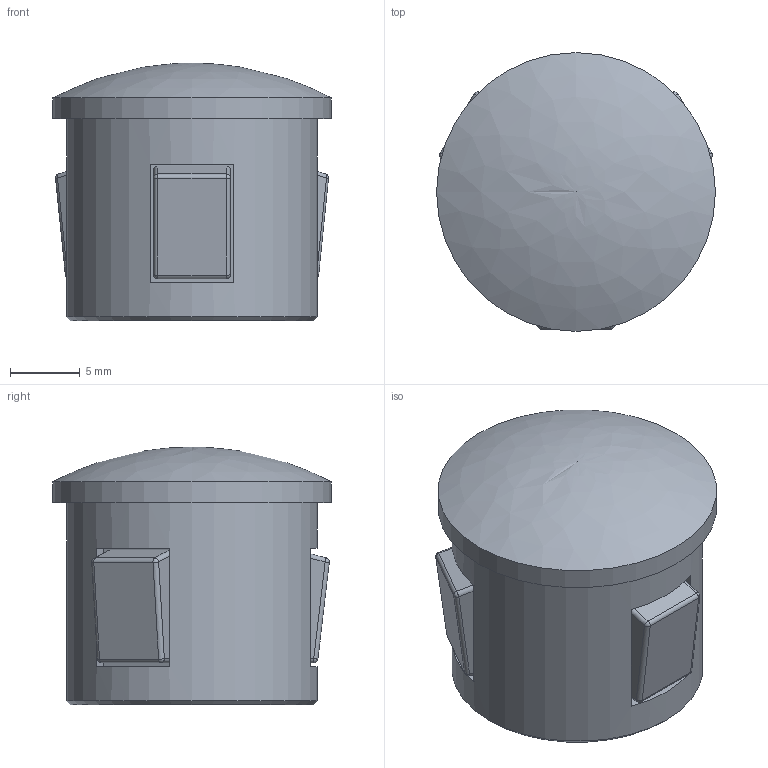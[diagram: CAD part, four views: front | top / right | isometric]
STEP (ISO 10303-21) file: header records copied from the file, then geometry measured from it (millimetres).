
FILE_DESCRIPTION(('STEP AP214'),'1');
FILE_NAME('1793_Cosch_Edelstahltechnik.stp','2018-10-03T18:24:18',(' '),(' '),'Spatial InterOp 3D',' ',' ');
FILE_SCHEMA(('AUTOMOTIVE_DESIGN { 1 0 10303 214 1 1 1 1 }'));
Length unit declared in the file: metre
Products named in the file (1): 1538589719
Bounding box: 20 x 20 x 18.5 mm (x, y, z)
Volume: 3013.1 mm3; surface area: 2272.9 mm2
Topology: 1 solids, 1 shells, 74 faces, 171 edges, 94 vertices
Faces by surface type: plane 33, cylinder 27, sphere 12, cone 1, bspline 1
Full cylindrical faces by diameter (mm): 13 x1, 18 x1, 20 x1
Entity records: 2560 total; most frequent: DIRECTION 360, CARTESIAN_POINT 345, ORIENTED_EDGE 302, EDGE_CURVE 151, AXIS2_PLACEMENT_3D 135, VERTEX_POINT 92, LINE 90, VECTOR 90
